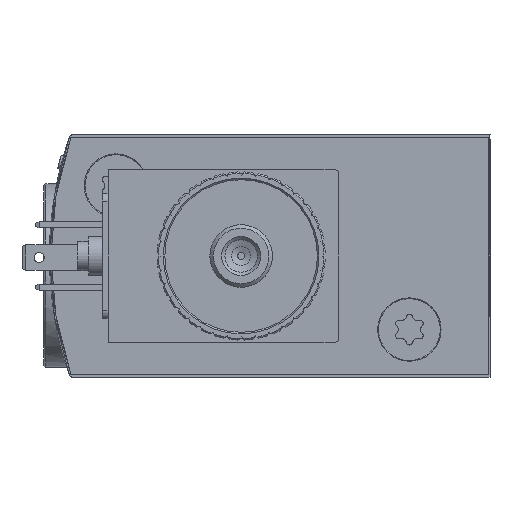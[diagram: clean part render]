
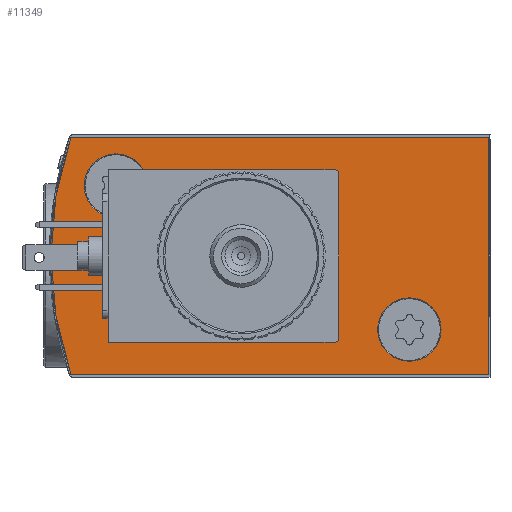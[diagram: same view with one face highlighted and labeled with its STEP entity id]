
A CAD part, left-side view. The second image highlights one B-rep face of the part: STEP entity #11349.
In plain terms, the highlighted planar face has unit normal (-1, 0, 0).
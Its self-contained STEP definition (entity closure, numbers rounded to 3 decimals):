
#843=LINE('',#19696,#1819);
#851=LINE('',#19730,#1827);
#857=LINE('',#19747,#1833);
#1819=VECTOR('',#16173,1000.);
#1827=VECTOR('',#16205,1000.);
#1833=VECTOR('',#16221,1000.);
#3558=ORIENTED_EDGE('',*,*,#6293,.F.);
#3559=ORIENTED_EDGE('',*,*,#6294,.T.);
#3560=ORIENTED_EDGE('',*,*,#6295,.T.);
#3561=ORIENTED_EDGE('',*,*,#6254,.F.);
#3562=ORIENTED_EDGE('',*,*,#6187,.F.);
#3563=ORIENTED_EDGE('',*,*,#6289,.F.);
#3564=ORIENTED_EDGE('',*,*,#6286,.F.);
#3565=ORIENTED_EDGE('',*,*,#6276,.F.);
#3566=ORIENTED_EDGE('',*,*,#6257,.F.);
#6187=EDGE_CURVE('',#7666,#7667,#8607,.T.);
#6254=EDGE_CURVE('',#7667,#7726,#8644,.T.);
#6257=EDGE_CURVE('',#7726,#7728,#843,.T.);
#6276=EDGE_CURVE('',#7728,#7742,#851,.T.);
#6286=EDGE_CURVE('',#7742,#7748,#857,.T.);
#6289=EDGE_CURVE('',#7748,#7666,#8661,.T.);
#6293=EDGE_CURVE('',#7752,#7752,#8665,.F.);
#6294=EDGE_CURVE('',#7753,#7753,#8666,.T.);
#6295=EDGE_CURVE('',#7754,#7754,#8667,.T.);
#7666=VERTEX_POINT('',#19551);
#7667=VERTEX_POINT('',#19552);
#7726=VERTEX_POINT('',#19691);
#7728=VERTEX_POINT('',#19697);
#7742=VERTEX_POINT('',#19731);
#7748=VERTEX_POINT('',#19748);
#7752=VERTEX_POINT('',#19762);
#7753=VERTEX_POINT('',#19764);
#7754=VERTEX_POINT('',#19766);
#8607=CIRCLE('',#14109,46.5);
#8644=CIRCLE('',#14159,0.2);
#8661=CIRCLE('',#14180,0.2);
#8665=CIRCLE('',#14186,5.);
#8666=CIRCLE('',#14187,4.05);
#8667=CIRCLE('',#14188,4.05);
#9274=EDGE_LOOP('',(#3558));
#9275=EDGE_LOOP('',(#3559));
#9276=EDGE_LOOP('',(#3560));
#9277=EDGE_LOOP('',(#3561,#3562,#3563,#3564,#3565,#3566));
#10164=FACE_BOUND('',#9274,.T.);
#10165=FACE_BOUND('',#9275,.T.);
#10166=FACE_BOUND('',#9276,.T.);
#10167=FACE_BOUND('',#9277,.T.);
#10888=PLANE('',#14185);
#11349=ADVANCED_FACE('',(#10164,#10165,#10166,#10167),#10888,.F.);
#14109=AXIS2_PLACEMENT_3D('',#19550,#16036,#16037);
#14159=AXIS2_PLACEMENT_3D('',#19690,#16166,#16167);
#14180=AXIS2_PLACEMENT_3D('',#19753,#16226,#16227);
#14185=AXIS2_PLACEMENT_3D('',#19760,#16236,#16237);
#14186=AXIS2_PLACEMENT_3D('',#19761,#16238,#16239);
#14187=AXIS2_PLACEMENT_3D('',#19763,#16240,#16241);
#14188=AXIS2_PLACEMENT_3D('',#19765,#16242,#16243);
#16036=DIRECTION('',(1.,0.,0.));
#16037=DIRECTION('',(0.,0.,-1.));
#16166=DIRECTION('',(1.,0.,0.));
#16167=DIRECTION('',(0.,0.,-1.));
#16173=DIRECTION('',(0.,-1.,0.));
#16205=DIRECTION('',(0.,0.,-1.));
#16221=DIRECTION('',(0.,1.,0.));
#16226=DIRECTION('',(1.,0.,0.));
#16227=DIRECTION('',(0.,0.,-1.));
#16236=DIRECTION('',(1.,0.,0.));
#16237=DIRECTION('',(0.,0.,-1.));
#16238=DIRECTION('',(1.,0.,0.));
#16239=DIRECTION('',(0.,0.,-1.));
#16240=DIRECTION('',(1.,0.,0.));
#16241=DIRECTION('',(0.,0.,-1.));
#16242=DIRECTION('',(1.,0.,0.));
#16243=DIRECTION('',(0.,0.,-1.));
#19550=CARTESIAN_POINT('',(0.,9.6,0.));
#19551=CARTESIAN_POINT('',(0.,53.592,-15.065));
#19552=CARTESIAN_POINT('',(0.,53.592,15.065));
#19690=CARTESIAN_POINT('',(0.,53.403,15.));
#19691=CARTESIAN_POINT('',(0.,53.403,15.2));
#19696=CARTESIAN_POINT('',(0.,53.403,15.2));
#19697=CARTESIAN_POINT('',(0.,0.2,15.2));
#19730=CARTESIAN_POINT('',(0.,0.2,15.2));
#19731=CARTESIAN_POINT('',(0.,0.2,-15.2));
#19747=CARTESIAN_POINT('',(0.,0.2,-15.2));
#19748=CARTESIAN_POINT('',(0.,53.403,-15.2));
#19753=CARTESIAN_POINT('',(0.,53.403,-15.));
#19760=CARTESIAN_POINT('',(0.,53.403,15.));
#19761=CARTESIAN_POINT('',(0.,31.8,0.));
#19762=CARTESIAN_POINT('',(0.,31.8,-5.));
#19763=CARTESIAN_POINT('',(0.,47.8,9.));
#19764=CARTESIAN_POINT('',(0.,47.8,4.95));
#19765=CARTESIAN_POINT('',(0.,10.3,-9.4));
#19766=CARTESIAN_POINT('',(0.,10.3,-13.45));
